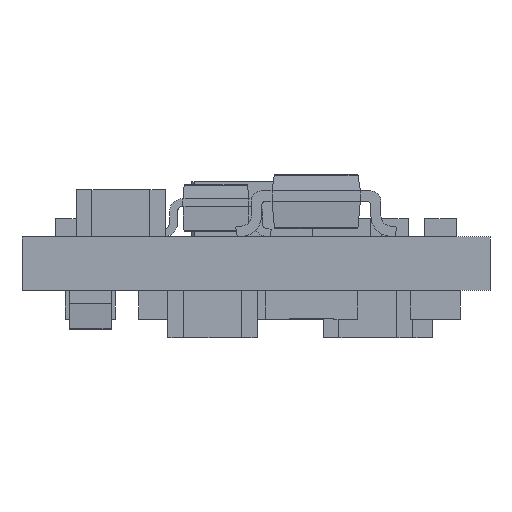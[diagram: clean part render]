
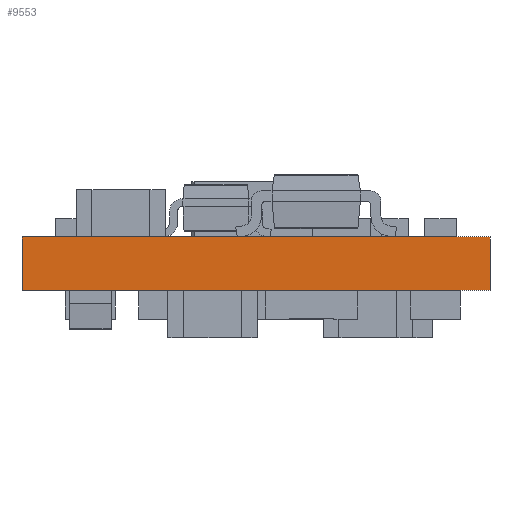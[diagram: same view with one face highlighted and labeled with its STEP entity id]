
A CAD part, front view. The second image highlights one B-rep face of the part: STEP entity #9553.
In plain terms, the highlighted planar face has unit normal (0, -1, 0).
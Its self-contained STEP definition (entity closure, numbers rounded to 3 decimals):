
#365 = LINE ( 'NONE', #20793, #27402 ) ;
#3875 = VECTOR ( 'NONE', #5633, 1000. ) ;
#5633 = DIRECTION ( 'NONE',  ( 1., 0., 0. ) ) ;
#6531 = VERTEX_POINT ( 'NONE', #36746 ) ;
#7419 = DIRECTION ( 'NONE',  ( 0., 0., -1. ) ) ;
#7561 = ORIENTED_EDGE ( 'NONE', *, *, #37272, .T. ) ;
#7921 = DIRECTION ( 'NONE',  ( 1., 0., 0. ) ) ;
#8564 = ORIENTED_EDGE ( 'NONE', *, *, #42687, .T. ) ;
#8659 = LINE ( 'NONE', #41761, #3875 ) ;
#9553 = ADVANCED_FACE ( 'NONE', ( #16856 ), #42709, .F. ) ;
#9626 = DIRECTION ( 'NONE',  ( 0., 1., 0. ) ) ;
#9928 = EDGE_CURVE ( 'NONE', #41033, #16368, #8659, .T. ) ;
#11383 = DIRECTION ( 'NONE',  ( 0., 0., -1. ) ) ;
#12014 = CARTESIAN_POINT ( 'NONE',  ( 0., 0., 1.016 ) ) ;
#13336 = DIRECTION ( 'NONE',  ( 0., 0., 1. ) ) ;
#14237 = LINE ( 'NONE', #37738, #24310 ) ;
#16368 = VERTEX_POINT ( 'NONE', #34283 ) ;
#16856 = FACE_OUTER_BOUND ( 'NONE', #26639, .T. ) ;
#18411 = CARTESIAN_POINT ( 'NONE',  ( 0., 0., 1.016 ) ) ;
#19644 = CARTESIAN_POINT ( 'NONE',  ( 8.89, 0., 0. ) ) ;
#19680 = VERTEX_POINT ( 'NONE', #19644 ) ;
#20793 = CARTESIAN_POINT ( 'NONE',  ( 8.89, 0., 1.016 ) ) ;
#22234 = EDGE_CURVE ( 'NONE', #16368, #19680, #365, .T. ) ;
#22289 = ORIENTED_EDGE ( 'NONE', *, *, #22234, .F. ) ;
#24310 = VECTOR ( 'NONE', #7921, 1000. ) ;
#26639 = EDGE_LOOP ( 'NONE', ( #7561, #22289, #34888, #8564 ) ) ;
#27402 = VECTOR ( 'NONE', #7419, 1000. ) ;
#32880 = CARTESIAN_POINT ( 'NONE',  ( 0., 0., 1.016 ) ) ;
#34283 = CARTESIAN_POINT ( 'NONE',  ( 8.89, 0., 1.016 ) ) ;
#34888 = ORIENTED_EDGE ( 'NONE', *, *, #9928, .F. ) ;
#35063 = LINE ( 'NONE', #18411, #40045 ) ;
#36746 = CARTESIAN_POINT ( 'NONE',  ( 0., 0., 0. ) ) ;
#37272 = EDGE_CURVE ( 'NONE', #6531, #19680, #14237, .T. ) ;
#37738 = CARTESIAN_POINT ( 'NONE',  ( 0., 0., 0. ) ) ;
#39508 = AXIS2_PLACEMENT_3D ( 'NONE', #32880, #9626, #13336 ) ;
#40045 = VECTOR ( 'NONE', #11383, 1000. ) ;
#41033 = VERTEX_POINT ( 'NONE', #12014 ) ;
#41761 = CARTESIAN_POINT ( 'NONE',  ( 0., 0., 1.016 ) ) ;
#42687 = EDGE_CURVE ( 'NONE', #41033, #6531, #35063, .T. ) ;
#42709 = PLANE ( 'NONE',  #39508 ) ;
